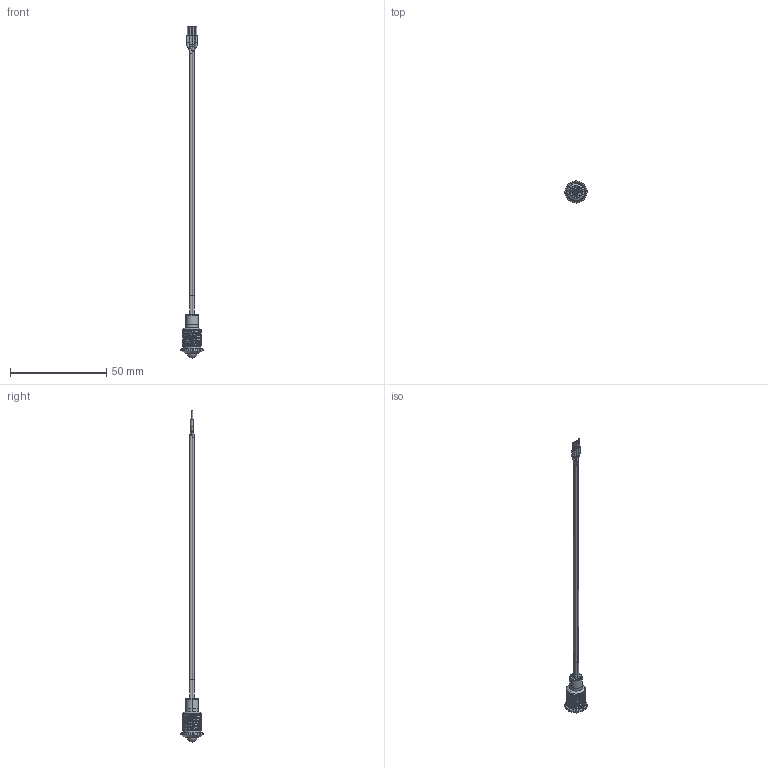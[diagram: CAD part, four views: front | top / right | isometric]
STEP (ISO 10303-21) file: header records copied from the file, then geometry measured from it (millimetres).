
FILE_DESCRIPTION(/* description */ (''),/* implementation_level */ '2;1');
FILE_NAME(/* name */ 'PVL10DWxRx.stp',/* time_stamp */ '2025-11-07T14:36:58-06:00',/* author */ ('jsteinblock'),/* organization */ (''),/* preprocessor_version */ 'ST-DEVELOPER v18.1',/* originating_system */ 'Autodesk Inventor 2022',/* authorisation */ '');
FILE_SCHEMA (('AUTOMOTIVE_DESIGN { 1 0 10303 214 3 1 1 }'));
Length unit declared in the file: inch
Products named in the file (1): PVL10DWxRx
Bounding box: 11.5 x 11.5 x 172.5 mm (x, y, z)
Volume: 1052.5 mm3; surface area: 3585.9 mm2
Topology: 2 solids, 2 shells, 185 faces, 497 edges, 321 vertices
Faces by surface type: bspline 110, plane 49, cylinder 21, torus 4, sphere 1
Full cylindrical faces by diameter (mm): 0.6 x4, 1.1 x8, 5 x1
Entity records: 24103 total; most frequent: CARTESIAN_POINT 20186, ORIENTED_EDGE 992, EDGE_CURVE 496, DIRECTION 484, VERTEX_POINT 321, B_SPLINE_CURVE_WITH_KNOTS 253, EDGE_LOOP 203, FACE_OUTER_BOUND 185
